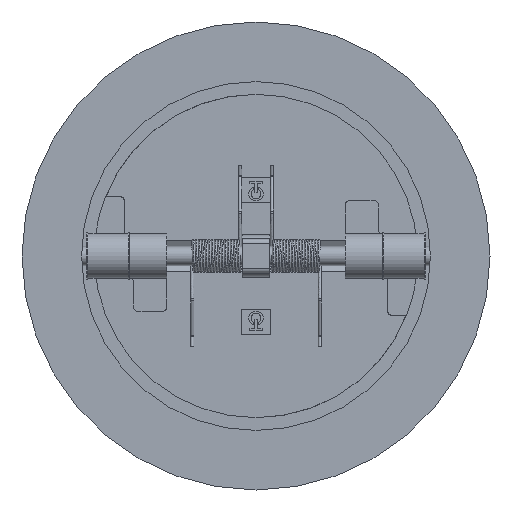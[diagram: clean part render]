
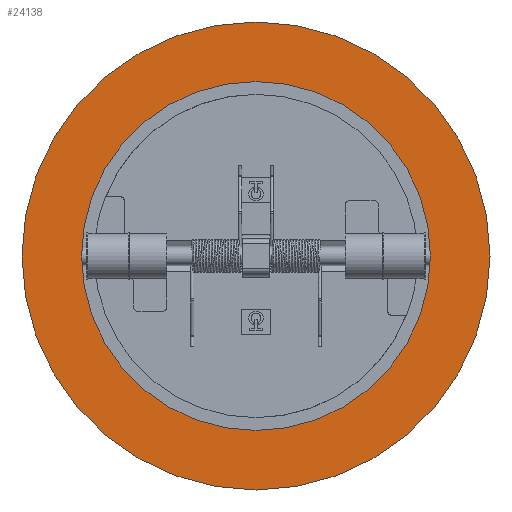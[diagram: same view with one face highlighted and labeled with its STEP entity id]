
A CAD part, front view. The second image highlights one B-rep face of the part: STEP entity #24138.
In plain terms, the highlighted planar face has unit normal (0, -1, 0).
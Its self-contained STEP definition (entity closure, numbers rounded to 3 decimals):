
#2590 = CARTESIAN_POINT ( 'NONE',  ( 0., 0., -82. ) ) ;
#4203 = ORIENTED_EDGE ( 'NONE', *, *, #10969, .T. ) ;
#5520 = EDGE_LOOP ( 'NONE', ( #13603, #55734 ) ) ;
#6068 = CARTESIAN_POINT ( 'NONE',  ( 0., 0., 0. ) ) ;
#6862 = CARTESIAN_POINT ( 'NONE',  ( 0., 0., 0. ) ) ;
#6984 = DIRECTION ( 'NONE',  ( 0., -1., 0. ) ) ;
#10969 = EDGE_CURVE ( 'NONE', #41874, #40397, #18504, .T. ) ;
#13603 = ORIENTED_EDGE ( 'NONE', *, *, #51885, .F. ) ;
#14467 = AXIS2_PLACEMENT_3D ( 'NONE', #19667, #41172, #50601 ) ;
#14894 = CARTESIAN_POINT ( 'NONE',  ( 0., 0., -110. ) ) ;
#15663 = CIRCLE ( 'NONE', #22673, 110. ) ;
#16413 = VERTEX_POINT ( 'NONE', #2590 ) ;
#16698 = VERTEX_POINT ( 'NONE', #29917 ) ;
#18504 = CIRCLE ( 'NONE', #53788, 110. ) ;
#19667 = CARTESIAN_POINT ( 'NONE',  ( 0., 0., 0. ) ) ;
#22673 = AXIS2_PLACEMENT_3D ( 'NONE', #48225, #39321, #57084 ) ;
#24138 = ADVANCED_FACE ( 'NONE', ( #50723, #46589 ), #32598, .F. ) ;
#25604 = CIRCLE ( 'NONE', #50873, 82. ) ;
#28475 = ORIENTED_EDGE ( 'NONE', *, *, #50666, .T. ) ;
#29917 = CARTESIAN_POINT ( 'NONE',  ( 0., 0., 82. ) ) ;
#31681 = CIRCLE ( 'NONE', #14467, 82. ) ;
#32550 = DIRECTION ( 'NONE',  ( 0., -1., 0. ) ) ;
#32598 = PLANE ( 'NONE',  #42211 ) ;
#33370 = DIRECTION ( 'NONE',  ( 0., 1., 0. ) ) ;
#33491 = CARTESIAN_POINT ( 'NONE',  ( 0., 0., 0. ) ) ;
#35552 = CARTESIAN_POINT ( 'NONE',  ( 0., 0., 110. ) ) ;
#37011 = EDGE_LOOP ( 'NONE', ( #28475, #4203 ) ) ;
#37911 = DIRECTION ( 'NONE',  ( 0., 0., -1. ) ) ;
#39321 = DIRECTION ( 'NONE',  ( 0., -1., 0. ) ) ;
#40397 = VERTEX_POINT ( 'NONE', #14894 ) ;
#41172 = DIRECTION ( 'NONE',  ( 0., -1., 0. ) ) ;
#41642 = DIRECTION ( 'NONE',  ( 0., 0., -1. ) ) ;
#41874 = VERTEX_POINT ( 'NONE', #35552 ) ;
#42211 = AXIS2_PLACEMENT_3D ( 'NONE', #6862, #33370, #46300 ) ;
#46300 = DIRECTION ( 'NONE',  ( 0., 0., 1. ) ) ;
#46589 = FACE_OUTER_BOUND ( 'NONE', #37011, .T. ) ;
#46970 = EDGE_CURVE ( 'NONE', #16698, #16413, #31681, .T. ) ;
#48225 = CARTESIAN_POINT ( 'NONE',  ( 0., 0., 0. ) ) ;
#50601 = DIRECTION ( 'NONE',  ( 0., 0., -1. ) ) ;
#50666 = EDGE_CURVE ( 'NONE', #40397, #41874, #15663, .T. ) ;
#50723 = FACE_BOUND ( 'NONE', #5520, .T. ) ;
#50873 = AXIS2_PLACEMENT_3D ( 'NONE', #6068, #32550, #41642 ) ;
#51885 = EDGE_CURVE ( 'NONE', #16413, #16698, #25604, .T. ) ;
#53788 = AXIS2_PLACEMENT_3D ( 'NONE', #33491, #6984, #37911 ) ;
#55734 = ORIENTED_EDGE ( 'NONE', *, *, #46970, .F. ) ;
#57084 = DIRECTION ( 'NONE',  ( 0., 0., -1. ) ) ;
